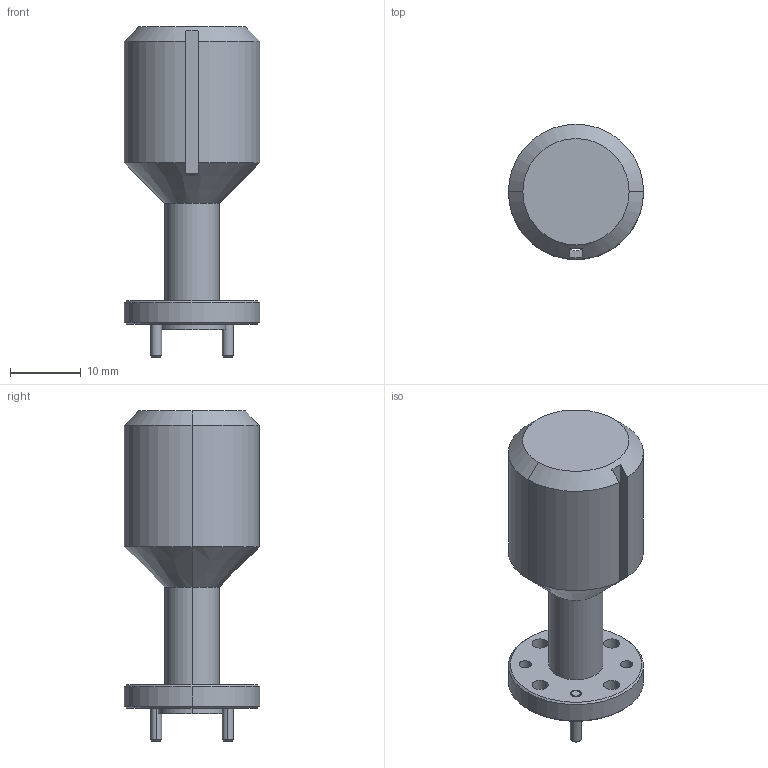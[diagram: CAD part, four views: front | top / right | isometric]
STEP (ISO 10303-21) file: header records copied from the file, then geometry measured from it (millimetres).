
FILE_DESCRIPTION (( 'STEP AP203' ), '1' );
FILE_NAME ('SAF-6039031725-141-S1.STEP', '2019-06-20T23:56:36', ( '' ), ( '' ), 'SwSTEP 2.0', 'SolidWorks 2016', '' );
FILE_SCHEMA (( 'CONFIG_CONTROL_DESIGN' ));
Length unit declared in the file: inch
Products named in the file (1): SAF-6039031725-141-S1
Bounding box: 19.05 x 19.05 x 46.55 mm (x, y, z)
Volume: 7703.7 mm3; surface area: 3038.9 mm2
Topology: 3 solids, 4 shells, 85 faces, 184 edges, 114 vertices
Faces by surface type: cylinder 43, cone 24, plane 18
Entity records: 2463 total; most frequent: DIRECTION 458, CARTESIAN_POINT 412, ORIENTED_EDGE 368, AXIS2_PLACEMENT_3D 194, EDGE_CURVE 184, VERTEX_POINT 114, EDGE_LOOP 110, CIRCLE 108
